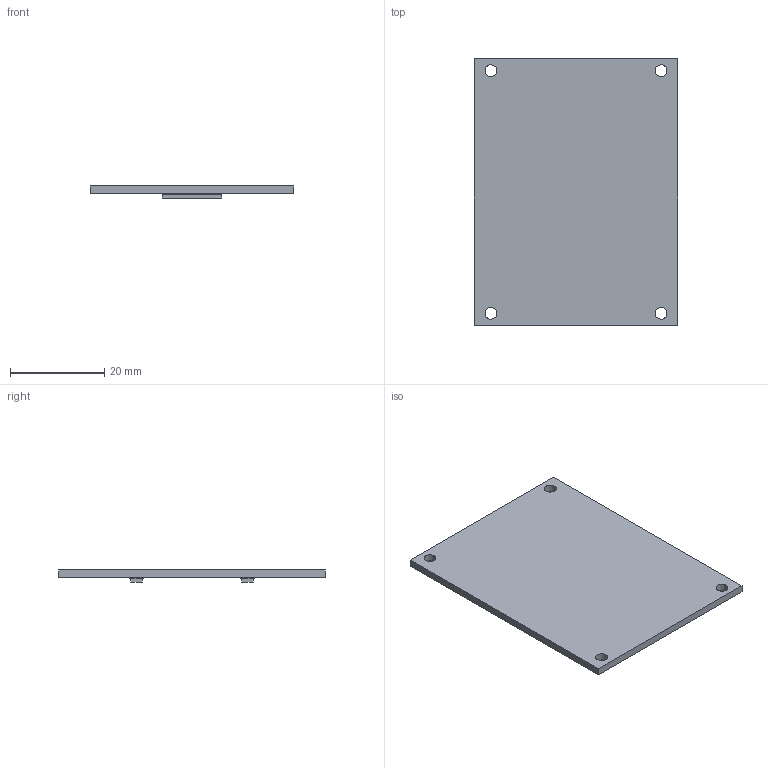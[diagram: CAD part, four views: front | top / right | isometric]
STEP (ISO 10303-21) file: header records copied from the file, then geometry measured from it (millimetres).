
FILE_DESCRIPTION(('KiCad electronic assembly'),'2;1');
FILE_NAME('etl_module_pcb_mockup_v1.step','2021-09-02T11:46:35',( 'An Author'),('A Company'),'Open CASCADE STEP processor 6.9', 'KiCad to STEP converter','Unknown');
FILE_SCHEMA(('AUTOMOTIVE_DESIGN { 1 0 10303 214 1 1 1 1 }'));
Length unit declared in the file: millimetre
Products named in the file (4): Open CASCADE STEP translator 6.9 1; WP7B-S050VA1-R8000; COMPOUND
Assembly tree (4 placements, depth 3):
  Open CASCADE STEP translator 6.9 1
    WP7B-S050VA1-R8000  x2
      COMPOUND
    COMPOUND
Bounding box: 43.1 x 56.5 x 2.55 mm (x, y, z)
Volume: 3916.3 mm3; surface area: 5409.3 mm2
Topology: 111 solids, 111 shells, 670 faces, 1344 edges, 896 vertices
Faces by surface type: plane 666, cylinder 4
Full cylindrical faces by diameter (mm): 2.5 x4
Entity records: 18043 total; most frequent: CARTESIAN_POINT 2853, DIRECTION 2750, LINE 2036, VECTOR 2036, ORIENTED_EDGE 1368, PCURVE 1368, DEFINITIONAL_REPRESENTATION 1368, EDGE_CURVE 684
